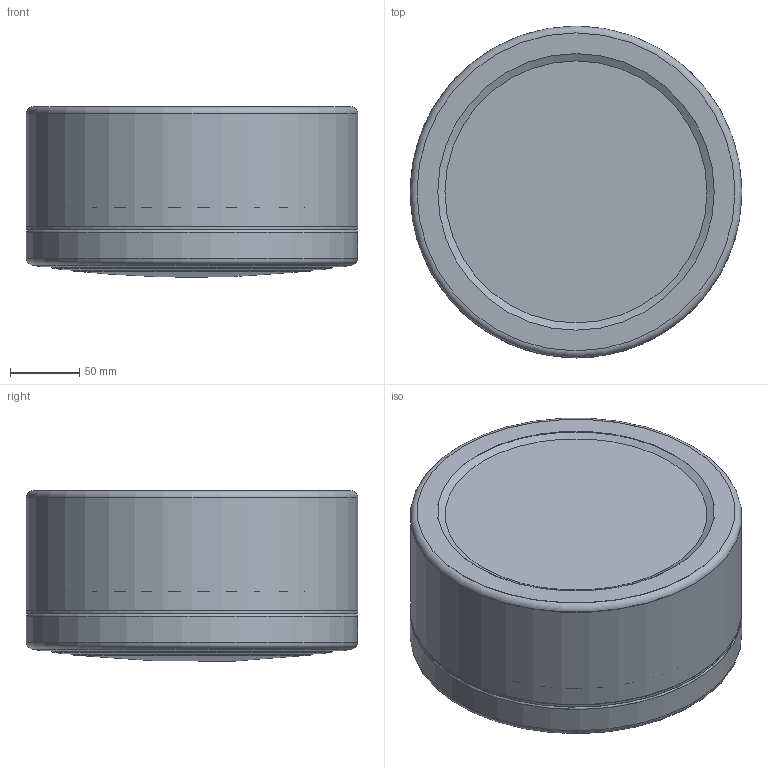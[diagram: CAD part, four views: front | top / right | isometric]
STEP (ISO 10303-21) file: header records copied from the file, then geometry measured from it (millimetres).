
FILE_DESCRIPTION(/* description */ (''),/* implementation_level */ '2;1');
FILE_NAME(/* name */ '324401 Gebckdose.stp',/* time_stamp */ '2024-05-13T09:01:12+02:00',/* author */ ('l.breulmann'),/* organization */ ('Wesco'),/* preprocessor_version */ 'ST-DEVELOPER v20',/* originating_system */ 'Autodesk Inventor 2025',/* authorisation */ '');
FILE_SCHEMA (('AUTOMOTIVE_DESIGN { 1 0 10303 214 3 1 1 }'));
Length unit declared in the file: millimetre
Products named in the file (4): 324401 Gebäckdose; 3421005-1Gebäckdose Rumpf; 3421019-1 Leitring klein; 3421008-1 
Assembly tree (3 placements, depth 2):
  324401 Gebäckdose
    3421005-1Gebäckdose Rumpf
    3421019-1 Leitring klein
    3421008-1 
Bounding box: 240 x 240 x 123.43 mm (x, y, z)
Volume: 206571.9 mm3; surface area: 416233.5 mm2
Topology: 3 solids, 3 shells, 140 faces, 315 edges, 197 vertices
Faces by surface type: plane 46, torus 36, cylinder 34, bspline 12, cone 6, sphere 6
Full cylindrical faces by diameter (mm): 226.7 x1, 229.1 x1, 233.4 x1, 236 x1, 238 x2, 238.4 x1, 240 x3
Entity records: 4302 total; most frequent: CARTESIAN_POINT 923, DIRECTION 770, ORIENTED_EDGE 630, AXIS2_PLACEMENT_3D 344, EDGE_CURVE 315, CIRCLE 197, VERTEX_POINT 197, EDGE_LOOP 158
